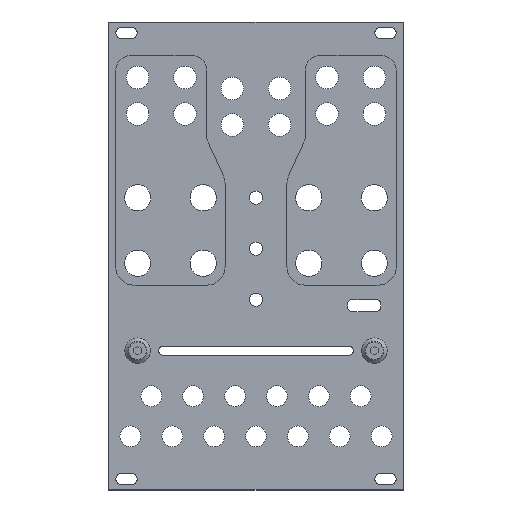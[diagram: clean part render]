
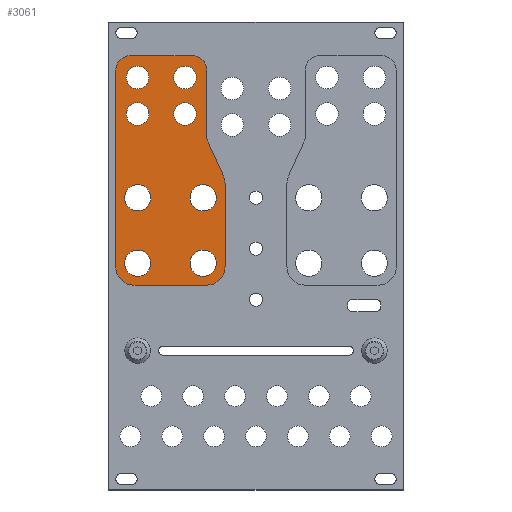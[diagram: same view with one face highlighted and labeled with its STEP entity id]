
A CAD part, top view. The second image highlights one B-rep face of the part: STEP entity #3061.
In plain terms, the highlighted planar face has unit normal (0, 0, 1).
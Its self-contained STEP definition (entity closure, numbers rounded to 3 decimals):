
#136=FACE_BOUND('',#980,.T.);
#137=FACE_BOUND('',#981,.T.);
#138=FACE_BOUND('',#982,.T.);
#139=FACE_BOUND('',#983,.T.);
#140=FACE_BOUND('',#984,.T.);
#141=FACE_BOUND('',#985,.T.);
#142=FACE_BOUND('',#986,.T.);
#143=FACE_BOUND('',#987,.T.);
#268=PLANE('',#3254);
#342=LINE('',#4635,#582);
#343=LINE('',#4639,#583);
#344=LINE('',#4643,#584);
#345=LINE('',#4647,#585);
#346=LINE('',#4651,#586);
#347=LINE('',#4654,#587);
#582=VECTOR('',#3679,10.);
#583=VECTOR('',#3682,10.);
#584=VECTOR('',#3685,10.);
#585=VECTOR('',#3688,10.);
#586=VECTOR('',#3691,10.);
#587=VECTOR('',#3694,10.);
#818=FACE_OUTER_BOUND('',#979,.T.);
#979=EDGE_LOOP('',(#2240,#2241,#2242,#2243,#2244,#2245,#2246,#2247,#2248,
#2249,#2250,#2251));
#980=EDGE_LOOP('',(#2252));
#981=EDGE_LOOP('',(#2253));
#982=EDGE_LOOP('',(#2254));
#983=EDGE_LOOP('',(#2255));
#984=EDGE_LOOP('',(#2256));
#985=EDGE_LOOP('',(#2257));
#986=EDGE_LOOP('',(#2258));
#987=EDGE_LOOP('',(#2259));
#1256=CIRCLE('',#3253,5.);
#1257=CIRCLE('',#3255,5.);
#1258=CIRCLE('',#3256,5.);
#1259=CIRCLE('',#3257,4.);
#1260=CIRCLE('',#3258,4.);
#1261=CIRCLE('',#3259,4.);
#1262=CIRCLE('',#3260,3.6);
#1263=CIRCLE('',#3261,3.6);
#1264=CIRCLE('',#3262,3.6);
#1265=CIRCLE('',#3263,3.1);
#1266=CIRCLE('',#3264,3.1);
#1267=CIRCLE('',#3265,3.1);
#1268=CIRCLE('',#3266,3.1);
#1269=CIRCLE('',#3267,3.6);
#1463=VERTEX_POINT('',#4628);
#1464=VERTEX_POINT('',#4630);
#1465=VERTEX_POINT('',#4634);
#1466=VERTEX_POINT('',#4636);
#1467=VERTEX_POINT('',#4638);
#1468=VERTEX_POINT('',#4640);
#1469=VERTEX_POINT('',#4642);
#1470=VERTEX_POINT('',#4644);
#1471=VERTEX_POINT('',#4646);
#1472=VERTEX_POINT('',#4648);
#1473=VERTEX_POINT('',#4650);
#1474=VERTEX_POINT('',#4652);
#1475=VERTEX_POINT('',#4655);
#1476=VERTEX_POINT('',#4657);
#1477=VERTEX_POINT('',#4659);
#1478=VERTEX_POINT('',#4661);
#1479=VERTEX_POINT('',#4663);
#1480=VERTEX_POINT('',#4665);
#1481=VERTEX_POINT('',#4667);
#1482=VERTEX_POINT('',#4669);
#1766=EDGE_CURVE('',#1463,#1464,#1256,.T.);
#1768=EDGE_CURVE('',#1465,#1463,#342,.T.);
#1769=EDGE_CURVE('',#1466,#1465,#1257,.T.);
#1770=EDGE_CURVE('',#1467,#1466,#343,.T.);
#1771=EDGE_CURVE('',#1468,#1467,#1258,.T.);
#1772=EDGE_CURVE('',#1469,#1468,#344,.T.);
#1773=EDGE_CURVE('',#1470,#1469,#1259,.T.);
#1774=EDGE_CURVE('',#1471,#1470,#345,.T.);
#1775=EDGE_CURVE('',#1472,#1471,#1260,.T.);
#1776=EDGE_CURVE('',#1473,#1472,#346,.T.);
#1777=EDGE_CURVE('',#1474,#1473,#1261,.T.);
#1778=EDGE_CURVE('',#1474,#1464,#347,.T.);
#1779=EDGE_CURVE('',#1475,#1475,#1262,.T.);
#1780=EDGE_CURVE('',#1476,#1476,#1263,.T.);
#1781=EDGE_CURVE('',#1477,#1477,#1264,.T.);
#1782=EDGE_CURVE('',#1478,#1478,#1265,.T.);
#1783=EDGE_CURVE('',#1479,#1479,#1266,.T.);
#1784=EDGE_CURVE('',#1480,#1480,#1267,.T.);
#1785=EDGE_CURVE('',#1481,#1481,#1268,.T.);
#1786=EDGE_CURVE('',#1482,#1482,#1269,.T.);
#2240=ORIENTED_EDGE('',*,*,#1766,.F.);
#2241=ORIENTED_EDGE('',*,*,#1768,.F.);
#2242=ORIENTED_EDGE('',*,*,#1769,.F.);
#2243=ORIENTED_EDGE('',*,*,#1770,.F.);
#2244=ORIENTED_EDGE('',*,*,#1771,.F.);
#2245=ORIENTED_EDGE('',*,*,#1772,.F.);
#2246=ORIENTED_EDGE('',*,*,#1773,.F.);
#2247=ORIENTED_EDGE('',*,*,#1774,.F.);
#2248=ORIENTED_EDGE('',*,*,#1775,.F.);
#2249=ORIENTED_EDGE('',*,*,#1776,.F.);
#2250=ORIENTED_EDGE('',*,*,#1777,.F.);
#2251=ORIENTED_EDGE('',*,*,#1778,.T.);
#2252=ORIENTED_EDGE('',*,*,#1779,.T.);
#2253=ORIENTED_EDGE('',*,*,#1780,.T.);
#2254=ORIENTED_EDGE('',*,*,#1781,.T.);
#2255=ORIENTED_EDGE('',*,*,#1782,.T.);
#2256=ORIENTED_EDGE('',*,*,#1783,.T.);
#2257=ORIENTED_EDGE('',*,*,#1784,.T.);
#2258=ORIENTED_EDGE('',*,*,#1785,.T.);
#2259=ORIENTED_EDGE('',*,*,#1786,.T.);
#3061=ADVANCED_FACE('',(#818,#136,#137,#138,#139,#140,#141,#142,#143),#268,
 .T.);
#3253=AXIS2_PLACEMENT_3D('',#4631,#3674,#3675);
#3254=AXIS2_PLACEMENT_3D('',#4633,#3677,#3678);
#3255=AXIS2_PLACEMENT_3D('',#4637,#3680,#3681);
#3256=AXIS2_PLACEMENT_3D('',#4641,#3683,#3684);
#3257=AXIS2_PLACEMENT_3D('',#4645,#3686,#3687);
#3258=AXIS2_PLACEMENT_3D('',#4649,#3689,#3690);
#3259=AXIS2_PLACEMENT_3D('',#4653,#3692,#3693);
#3260=AXIS2_PLACEMENT_3D('',#4656,#3695,#3696);
#3261=AXIS2_PLACEMENT_3D('',#4658,#3697,#3698);
#3262=AXIS2_PLACEMENT_3D('',#4660,#3699,#3700);
#3263=AXIS2_PLACEMENT_3D('',#4662,#3701,#3702);
#3264=AXIS2_PLACEMENT_3D('',#4664,#3703,#3704);
#3265=AXIS2_PLACEMENT_3D('',#4666,#3705,#3706);
#3266=AXIS2_PLACEMENT_3D('',#4668,#3707,#3708);
#3267=AXIS2_PLACEMENT_3D('',#4670,#3709,#3710);
#3674=DIRECTION('center_axis',(0.,0.,-1.));
#3675=DIRECTION('ref_axis',(-0.707,-0.707,0.));
#3677=DIRECTION('center_axis',(0.,0.,1.));
#3678=DIRECTION('ref_axis',(-1.,0.,0.));
#3679=DIRECTION('',(-1.,0.,0.));
#3680=DIRECTION('center_axis',(0.,0.,-1.));
#3681=DIRECTION('ref_axis',(0.707,-0.707,0.));
#3682=DIRECTION('',(0.,-1.,0.));
#3683=DIRECTION('center_axis',(0.,0.,-1.));
#3684=DIRECTION('ref_axis',(0.977,0.212,0.));
#3685=DIRECTION('',(0.414,-0.91,0.));
#3686=DIRECTION('center_axis',(0.,0.,1.));
#3687=DIRECTION('ref_axis',(-0.977,-0.212,0.));
#3688=DIRECTION('',(0.,-1.,0.));
#3689=DIRECTION('center_axis',(0.,0.,-1.));
#3690=DIRECTION('ref_axis',(0.707,0.707,0.));
#3691=DIRECTION('',(1.,0.,0.));
#3692=DIRECTION('center_axis',(0.,0.,-1.));
#3693=DIRECTION('ref_axis',(-0.707,0.707,0.));
#3694=DIRECTION('',(0.,-1.,0.));
#3695=DIRECTION('center_axis',(0.,0.,-1.));
#3696=DIRECTION('ref_axis',(-1.,0.,0.));
#3697=DIRECTION('center_axis',(0.,0.,-1.));
#3698=DIRECTION('ref_axis',(-1.,0.,0.));
#3699=DIRECTION('center_axis',(0.,0.,-1.));
#3700=DIRECTION('ref_axis',(-1.,0.,0.));
#3701=DIRECTION('center_axis',(0.,0.,-1.));
#3702=DIRECTION('ref_axis',(-1.,0.,0.));
#3703=DIRECTION('center_axis',(0.,0.,-1.));
#3704=DIRECTION('ref_axis',(-1.,0.,0.));
#3705=DIRECTION('center_axis',(0.,0.,-1.));
#3706=DIRECTION('ref_axis',(-1.,0.,0.));
#3707=DIRECTION('center_axis',(0.,0.,-1.));
#3708=DIRECTION('ref_axis',(-1.,0.,0.));
#3709=DIRECTION('center_axis',(0.,0.,-1.));
#3710=DIRECTION('ref_axis',(-1.,0.,0.));
#4628=CARTESIAN_POINT('',(-33.5,-8.,1.6));
#4630=CARTESIAN_POINT('',(-38.5,-3.,1.6));
#4631=CARTESIAN_POINT('Origin',(-33.5,-3.,1.6));
#4633=CARTESIAN_POINT('Origin',(-23.5,23.5,1.6));
#4634=CARTESIAN_POINT('',(-13.5,-8.,1.6));
#4635=CARTESIAN_POINT('',(-8.5,-8.,1.6));
#4636=CARTESIAN_POINT('',(-8.5,-3.,1.6));
#4637=CARTESIAN_POINT('Origin',(-13.5,-3.,1.6));
#4638=CARTESIAN_POINT('',(-8.5,19.917,1.6));
#4639=CARTESIAN_POINT('',(-8.5,21.,1.6));
#4640=CARTESIAN_POINT('',(-8.948,21.986,1.6));
#4641=CARTESIAN_POINT('Origin',(-13.5,19.917,1.6));
#4642=CARTESIAN_POINT('',(-13.141,31.211,1.6));
#4643=CARTESIAN_POINT('',(-13.5,32.,1.6));
#4644=CARTESIAN_POINT('',(-13.5,32.866,1.6));
#4645=CARTESIAN_POINT('Origin',(-9.5,32.866,1.6));
#4646=CARTESIAN_POINT('',(-13.5,51.,1.6));
#4647=CARTESIAN_POINT('',(-13.5,55.,1.6));
#4648=CARTESIAN_POINT('',(-17.5,55.,1.6));
#4649=CARTESIAN_POINT('Origin',(-17.5,51.,1.6));
#4650=CARTESIAN_POINT('',(-34.5,55.,1.6));
#4651=CARTESIAN_POINT('',(-38.5,55.,1.6));
#4652=CARTESIAN_POINT('',(-38.5,51.,1.6));
#4653=CARTESIAN_POINT('Origin',(-34.5,51.,1.6));
#4654=CARTESIAN_POINT('',(-38.5,35.,1.6));
#4655=CARTESIAN_POINT('',(-28.9,16.,1.6));
#4656=CARTESIAN_POINT('Origin',(-32.5,16.,1.6));
#4657=CARTESIAN_POINT('',(-10.9,16.,1.6));
#4658=CARTESIAN_POINT('Origin',(-14.5,16.,1.6));
#4659=CARTESIAN_POINT('',(-28.9,-2.,1.6));
#4660=CARTESIAN_POINT('Origin',(-32.5,-2.,1.6));
#4661=CARTESIAN_POINT('',(-29.4,39.,1.6));
#4662=CARTESIAN_POINT('Origin',(-32.5,39.,1.6));
#4663=CARTESIAN_POINT('',(-16.4,39.,1.6));
#4664=CARTESIAN_POINT('Origin',(-19.5,39.,1.6));
#4665=CARTESIAN_POINT('',(-29.4,49.,1.6));
#4666=CARTESIAN_POINT('Origin',(-32.5,49.,1.6));
#4667=CARTESIAN_POINT('',(-16.4,49.,1.6));
#4668=CARTESIAN_POINT('Origin',(-19.5,49.,1.6));
#4669=CARTESIAN_POINT('',(-10.9,-2.,1.6));
#4670=CARTESIAN_POINT('Origin',(-14.5,-2.,1.6));
